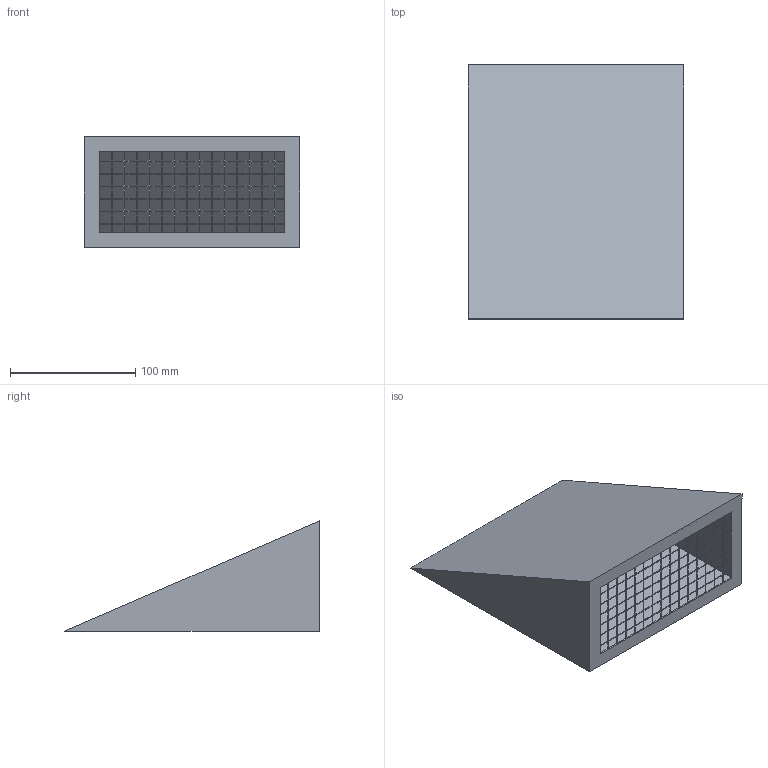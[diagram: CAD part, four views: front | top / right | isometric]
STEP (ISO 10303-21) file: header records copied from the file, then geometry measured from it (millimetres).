
FILE_DESCRIPTION (( 'STEP AP214' ), '1' );
FILE_NAME ('KW-AL12.STEP', '2020-06-05T13:30:20', ( '' ), ( '' ), 'SwSTEP 2.0', 'SolidWorks 2017', '' );
FILE_SCHEMA (( 'AUTOMOTIVE_DESIGN' ));
Length unit declared in the file: millimetre
Products named in the file (1): KW-AL12
Bounding box: 172 x 203 x 88 mm (x, y, z)
Volume: 94299 mm3; surface area: 191218.5 mm2
Topology: 1 solids, 1 shells, 446 faces, 1400 edges, 880 vertices
Faces by surface type: plane 392, cylinder 54
Entity records: 15542 total; most frequent: ORIENTED_EDGE 2800, CARTESIAN_POINT 2727, DIRECTION 2402, EDGE_CURVE 1400, VECTOR 1292, LINE 1292, VERTEX_POINT 880, EDGE_LOOP 578
